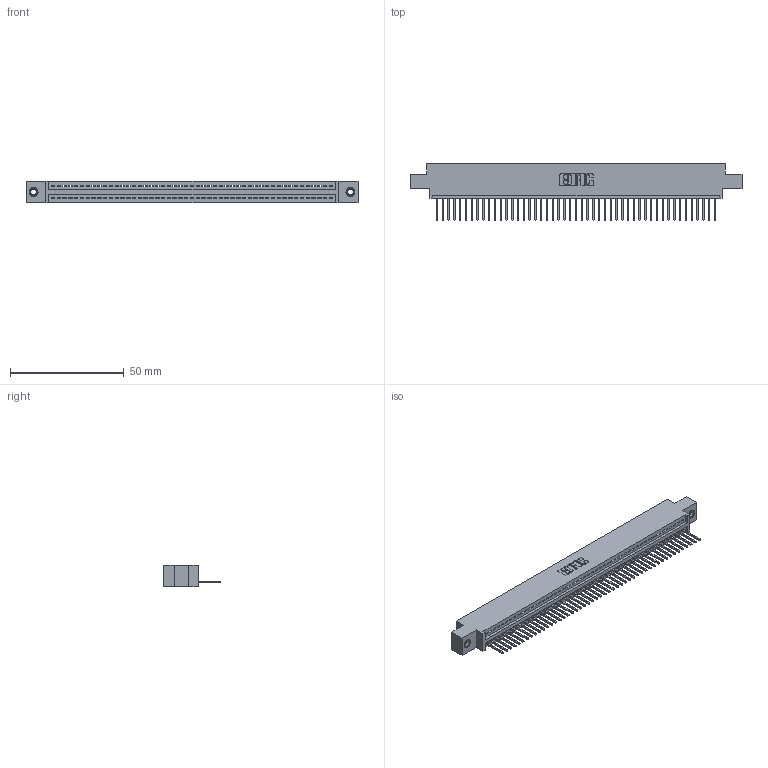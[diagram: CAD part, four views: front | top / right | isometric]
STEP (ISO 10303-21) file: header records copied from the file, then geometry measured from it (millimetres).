
FILE_DESCRIPTION (( 'STEP AP203' ), '1' );
FILE_NAME ('345-049-523-607.STEP', '2019-10-09T08:03:44', ( '' ), ( '' ), 'SwSTEP 2.0', 'SolidWorks 2016', '' );
FILE_SCHEMA (( 'CONFIG_CONTROL_DESIGN' ));
Length unit declared in the file: inch
Products named in the file (4): 345-049-523-607; 345-250-001_345-250-005-103; 345 Part_0.170 Offset - 0.156 Dia-TI; 345-292-001_345-293-123
Assembly tree (52 placements, depth 2):
  345-049-523-607
    345 Part_0.170 Offset - 0.156 Dia-TI
    345-292-001_345-293-123  x49
    345-250-001_345-250-005-103  x2
Bounding box: 145.67 x 24.82 x 9.4 mm (x, y, z)
Volume: 13747.3 mm3; surface area: 18576.5 mm2
Topology: 52 solids, 52 shells, 3032 faces, 9113 edges, 6002 vertices
Faces by surface type: plane 2076, cylinder 940, cone 12, torus 4
Entity records: 37272 total; most frequent: CARTESIAN_POINT 6438, ORIENTED_EDGE 6414, DIRECTION 5639, EDGE_CURVE 3207, VECTOR 2859, LINE 2859, VERTEX_POINT 2132, AXIS2_PLACEMENT_3D 1390
